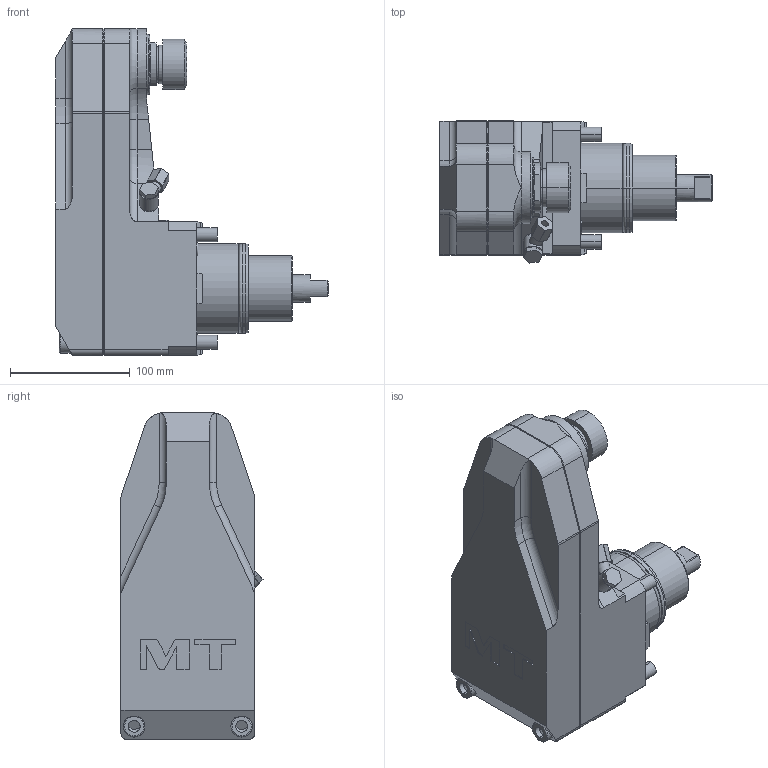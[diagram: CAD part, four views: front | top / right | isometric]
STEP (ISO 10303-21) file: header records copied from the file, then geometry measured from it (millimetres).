
FILE_DESCRIPTION((''),'2;1');
FILE_NAME('0841225_CONF','2023-03-29T15:37:10',('smalpassi'),('M.T. srl'),'CREO PARAMETRIC BY PTC INC, 2021072','CREO PARAMETRIC BY PTC INC, 2021072','');
FILE_SCHEMA(('CONFIG_CONTROL_DESIGN'));
Length unit declared in the file: millimetre
Products named in the file (1): 0841225_CONF
Bounding box: 228 x 118.87 x 273.5 mm (x, y, z)
Volume: 2864805.2 mm3; surface area: 162831.5 mm2
Topology: 1 solids, 1 shells, 315 faces, 760 edges, 477 vertices
Faces by surface type: plane 167, cylinder 98, cone 24, torus 24, extrusion 2
Entity records: 9746 total; most frequent: CARTESIAN_POINT 2255, DIRECTION 1589, ORIENTED_EDGE 1520, EDGE_CURVE 760, AXIS2_PLACEMENT_3D 572, VERTEX_POINT 477, VECTOR 445, LINE 443
